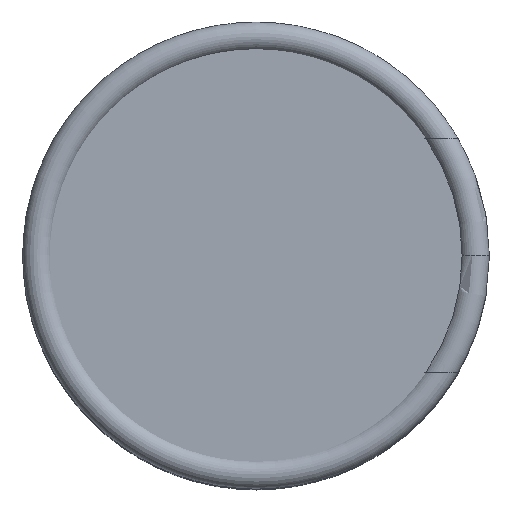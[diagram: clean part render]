
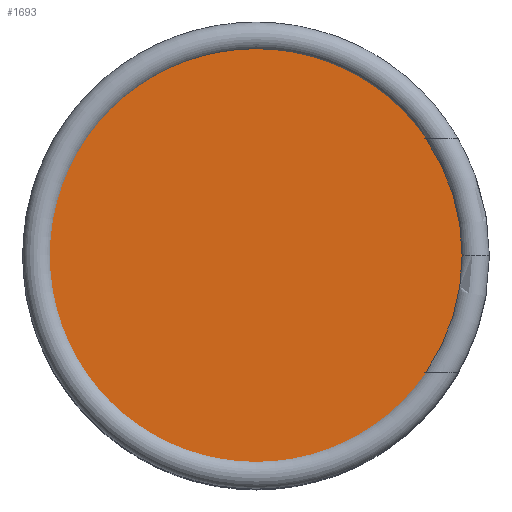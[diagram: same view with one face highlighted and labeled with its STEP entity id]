
A CAD part, top view. The second image highlights one B-rep face of the part: STEP entity #1693.
In plain terms, the highlighted planar face has unit normal (0, 0, 1).
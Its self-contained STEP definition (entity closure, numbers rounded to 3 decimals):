
#1664 = EDGE_CURVE('',#1665,#1665,#1667,.T.);
#1665 = VERTEX_POINT('',#1666);
#1666 = CARTESIAN_POINT('',(7.5,0.,19.75));
#1667 = CIRCLE('',#1668,7.5);
#1668 = AXIS2_PLACEMENT_3D('',#1669,#1670,#1671);
#1669 = CARTESIAN_POINT('',(0.,0.,19.75));
#1670 = DIRECTION('',(0.,0.,1.));
#1671 = DIRECTION('',(1.,0.,0.));
#1693 = ADVANCED_FACE('',(#1694),#1697,.T.);
#1694 = FACE_BOUND('',#1695,.T.);
#1695 = EDGE_LOOP('',(#1696));
#1696 = ORIENTED_EDGE('',*,*,#1664,.T.);
#1697 = PLANE('',#1698);
#1698 = AXIS2_PLACEMENT_3D('',#1699,#1700,#1701);
#1699 = CARTESIAN_POINT('',(0.,0.,19.75));
#1700 = DIRECTION('',(0.,0.,1.));
#1701 = DIRECTION('',(1.,0.,0.));
